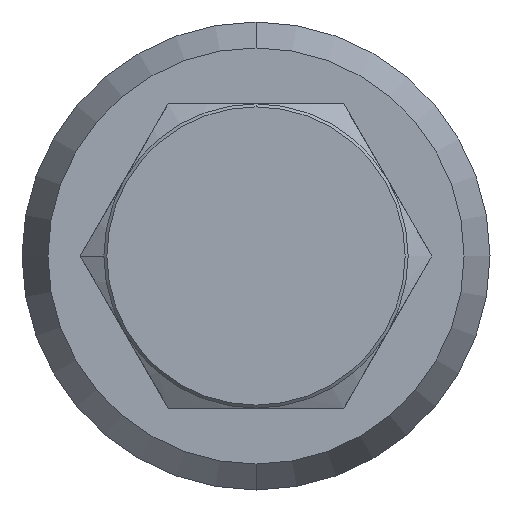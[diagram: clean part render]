
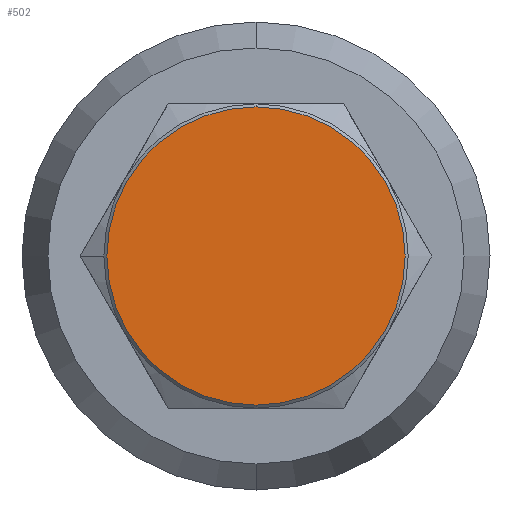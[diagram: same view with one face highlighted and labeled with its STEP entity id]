
A CAD part, front view. The second image highlights one B-rep face of the part: STEP entity #502.
In plain terms, the highlighted planar face has unit normal (0, -1, 0).
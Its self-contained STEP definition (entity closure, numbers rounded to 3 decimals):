
#341 = FACE_OUTER_BOUND ( 'NONE', #2225, .T. ) ;
#359 = CARTESIAN_POINT ( 'NONE',  ( 0., -80., 0. ) ) ;
#468 = VERTEX_POINT ( 'NONE', #2043 ) ;
#491 = DIRECTION ( 'NONE',  ( 0., -1., 0. ) ) ;
#502 = ADVANCED_FACE ( 'NONE', ( #341 ), #1464, .T. ) ;
#510 = DIRECTION ( 'NONE',  ( 0., 0., -1. ) ) ;
#729 = AXIS2_PLACEMENT_3D ( 'NONE', #1654, #491, #510 ) ;
#745 = AXIS2_PLACEMENT_3D ( 'NONE', #2055, #2033, #1867 ) ;
#761 = DIRECTION ( 'NONE',  ( 0., 0., -1. ) ) ;
#888 = DIRECTION ( 'NONE',  ( 0., -1., 0. ) ) ;
#971 = EDGE_CURVE ( 'NONE', #1636, #468, #1486, .T. ) ;
#1319 = CIRCLE ( 'NONE', #745, 12.75 ) ;
#1337 = ORIENTED_EDGE ( 'NONE', *, *, #1727, .T. ) ;
#1464 = PLANE ( 'NONE',  #729 ) ;
#1486 = CIRCLE ( 'NONE', #2386, 12.75 ) ;
#1636 = VERTEX_POINT ( 'NONE', #2027 ) ;
#1654 = CARTESIAN_POINT ( 'NONE',  ( 0., -80., 0. ) ) ;
#1727 = EDGE_CURVE ( 'NONE', #468, #1636, #1319, .T. ) ;
#1867 = DIRECTION ( 'NONE',  ( 0., 0., -1. ) ) ;
#2027 = CARTESIAN_POINT ( 'NONE',  ( 0., -80., 12.75 ) ) ;
#2033 = DIRECTION ( 'NONE',  ( 0., -1., 0. ) ) ;
#2043 = CARTESIAN_POINT ( 'NONE',  ( 0., -80., -12.75 ) ) ;
#2055 = CARTESIAN_POINT ( 'NONE',  ( 0., -80., 0. ) ) ;
#2225 = EDGE_LOOP ( 'NONE', ( #2259, #1337 ) ) ;
#2259 = ORIENTED_EDGE ( 'NONE', *, *, #971, .T. ) ;
#2386 = AXIS2_PLACEMENT_3D ( 'NONE', #359, #888, #761 ) ;
